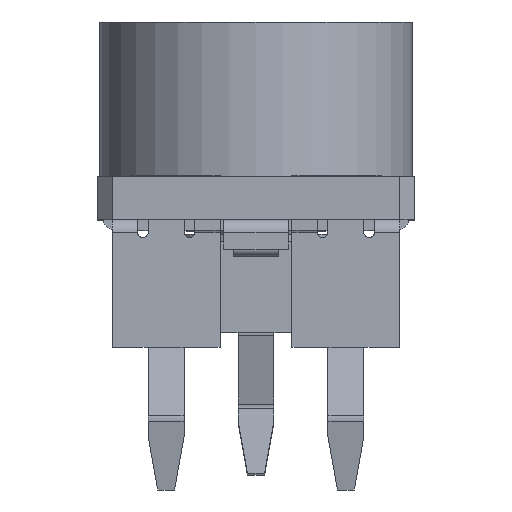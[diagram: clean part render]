
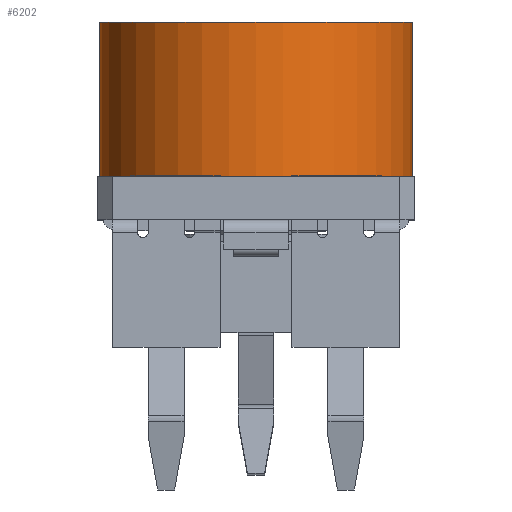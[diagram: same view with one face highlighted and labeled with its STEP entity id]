
A CAD part, top view. The second image highlights one B-rep face of the part: STEP entity #6202.
In plain terms, the highlighted cylindrical face has radius 4.35 mm (diameter 8.7 mm), a partial arc.
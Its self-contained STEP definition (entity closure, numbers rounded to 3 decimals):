
#280=CARTESIAN_POINT('',(0.,1.2,0.));
#281=DIRECTION('',(0.,1.,0.));
#282=DIRECTION('',(-1.,0.,0.));
#283=AXIS2_PLACEMENT_3D('',#280,#281,#282);
#1669=DIRECTION('',(0.,1.,0.));
#1670=VECTOR('',#1669,4.3);
#1671=CARTESIAN_POINT('',(4.35,1.2,0.));
#1672=LINE('',#1671,#1670);
#1686=DIRECTION('',(0.,1.,0.));
#1687=VECTOR('',#1686,4.3);
#1688=CARTESIAN_POINT('',(-4.35,1.2,0.));
#1689=LINE('',#1688,#1687);
#1699=CARTESIAN_POINT('',(0.,5.5,0.));
#1700=DIRECTION('',(0.,1.,0.));
#1701=DIRECTION('',(-1.,0.,0.));
#1702=AXIS2_PLACEMENT_3D('',#1699,#1700,#1701);
#3093=CARTESIAN_POINT('',(-4.35,5.5,0.));
#3094=CARTESIAN_POINT('',(4.35,5.5,0.));
#3095=VERTEX_POINT('',#3093);
#3096=VERTEX_POINT('',#3094);
#3201=CARTESIAN_POINT('',(4.35,1.2,0.));
#3202=CARTESIAN_POINT('',(-4.35,1.2,0.));
#3203=VERTEX_POINT('',#3201);
#3204=VERTEX_POINT('',#3202);
#6190=CARTESIAN_POINT('',(0.,1.2,0.));
#6191=DIRECTION('',(0.,1.,0.));
#6192=DIRECTION('',(1.,0.,0.));
#6193=AXIS2_PLACEMENT_3D('',#6190,#6191,#6192);
#6194=CYLINDRICAL_SURFACE('',#6193,4.35);
#6195=ORIENTED_EDGE('',*,*,#4088,.F.);
#6196=ORIENTED_EDGE('',*,*,#6185,.T.);
#6198=ORIENTED_EDGE('',*,*,#6197,.T.);
#6199=ORIENTED_EDGE('',*,*,#6173,.F.);
#6200=EDGE_LOOP('',(#6195,#6196,#6198,#6199));
#6201=FACE_OUTER_BOUND('',#6200,.F.);
#6202=ADVANCED_FACE('',(#6201),#6194,.T.);
#284=CIRCLE('',#283,4.35);
#1703=CIRCLE('',#1702,4.35);
#4088=EDGE_CURVE('',#3204,#3203,#284,.T.);
#6173=EDGE_CURVE('',#3203,#3096,#1672,.T.);
#6185=EDGE_CURVE('',#3204,#3095,#1689,.T.);
#6197=EDGE_CURVE('',#3095,#3096,#1703,.T.);
